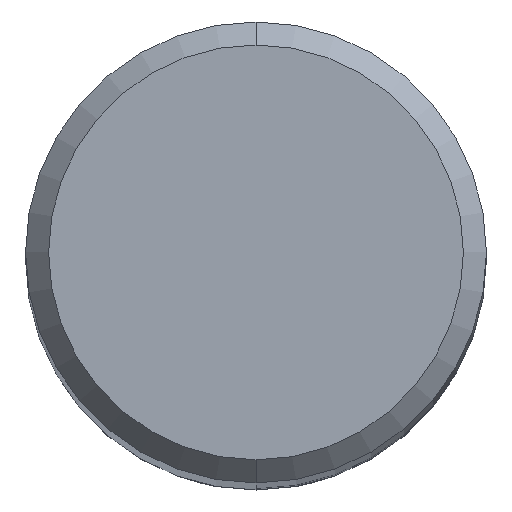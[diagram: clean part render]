
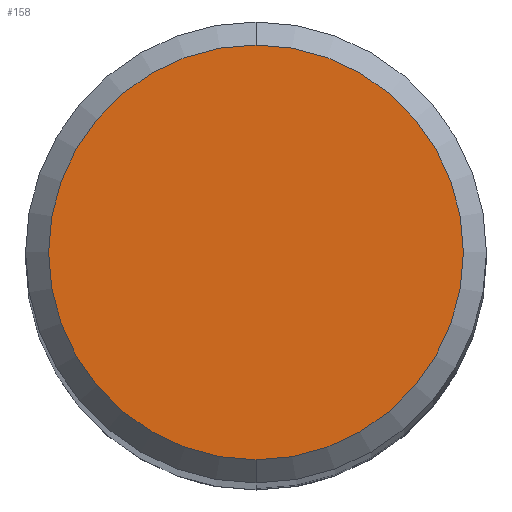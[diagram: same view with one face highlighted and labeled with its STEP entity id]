
A CAD part, top view. The second image highlights one B-rep face of the part: STEP entity #158.
In plain terms, the highlighted planar face has unit normal (0, 0, 1).
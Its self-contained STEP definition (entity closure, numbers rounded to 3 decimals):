
#110=VERTEX_POINT('',#246);
#150=EDGE_CURVE('',#188,#110,#293,.T.);
#158=ADVANCED_FACE('',(#303),#304,.T.);
#174=EDGE_CURVE('',#110,#188,#321,.T.);
#188=VERTEX_POINT('',#335);
#246=CARTESIAN_POINT('',(0.0,7.2,0.0));
#293=CIRCLE('',#451,7.2);
#303=FACE_OUTER_BOUND('',#462,.T.);
#304=PLANE('',#463);
#321=CIRCLE('',#489,7.2);
#335=CARTESIAN_POINT('',(0.,-7.2,0.0));
#451=AXIS2_PLACEMENT_3D('',#614,#615,#616);
#462=EDGE_LOOP('',(#634,#635));
#463=AXIS2_PLACEMENT_3D('',#636,#637,#638);
#489=AXIS2_PLACEMENT_3D('',#661,#662,#663);
#614=CARTESIAN_POINT('',(0.0,0.0,0.0));
#615=DIRECTION('',(0.0,0.0,-1.0));
#616=DIRECTION('',(0.0,1.0,0.0));
#634=ORIENTED_EDGE('',*,*,#174,.F.);
#635=ORIENTED_EDGE('',*,*,#150,.F.);
#636=CARTESIAN_POINT('',(0.0,3.6,0.0));
#637=DIRECTION('',(-0.0,0.0,1.0));
#638=DIRECTION('',(0.0,-1.0,0.0));
#661=CARTESIAN_POINT('',(0.0,0.0,0.0));
#662=DIRECTION('',(0.0,0.0,-1.0));
#663=DIRECTION('',(0.0,1.0,0.0));
